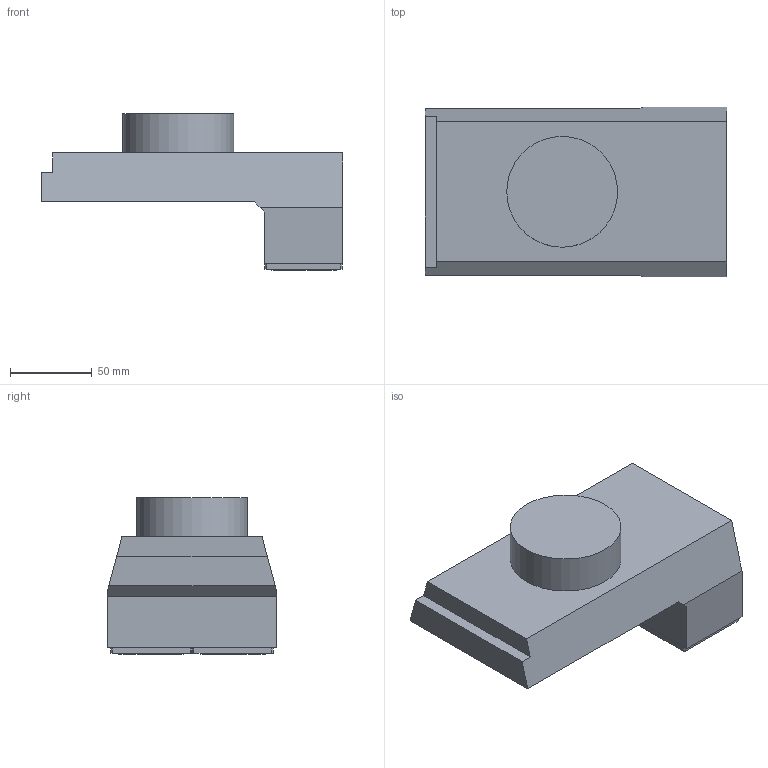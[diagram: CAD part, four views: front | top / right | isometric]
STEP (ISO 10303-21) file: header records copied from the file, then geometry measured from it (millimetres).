
FILE_DESCRIPTION(/* description */ (''),/* implementation_level */ '2;1');
FILE_NAME(/* name */ '1581916025107.stp',/* time_stamp */ '2020-02-17T10:37:16+05:00',/* author */ (''),/* organization */ ('SMS'),/* preprocessor_version */ 'ST-DEVELOPER v16.7',/* originating_system */ 'SIEMENS PLM Software NX 12.0',/* authorisation */ '');
FILE_SCHEMA (('AUTOMOTIVE_DESIGN { 1 0 10303 214 3 1 1 1 }'));
Length unit declared in the file: millimetre
Products named in the file (1): 200835804mod000_02
Bounding box: 185 x 104 x 96 mm (x, y, z)
Volume: 782769.2 mm3; surface area: 73777.6 mm2
Topology: 1 solids, 1 shells, 49 faces, 121 edges, 89 vertices
Faces by surface type: plane 40, cylinder 7, bspline 2
Full cylindrical faces by diameter (mm): 2.5 x2, 31.6 x2, 40 x2, 68 x1
Entity records: 1853 total; most frequent: CARTESIAN_POINT 679, ORIENTED_EDGE 218, DIRECTION 209, EDGE_CURVE 109, VERTEX_POINT 82, LINE 81, VECTOR 81, EDGE_LOOP 69
